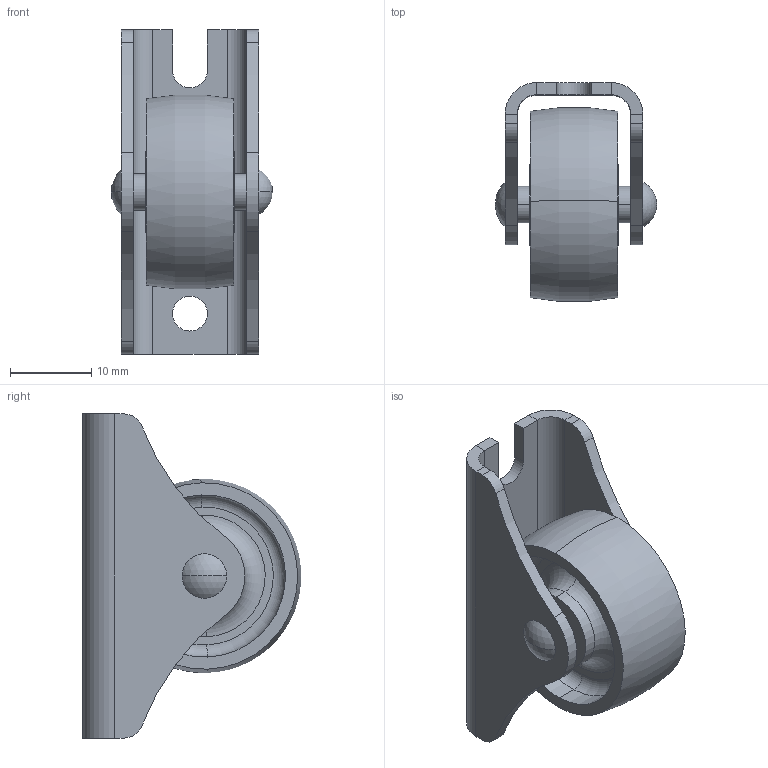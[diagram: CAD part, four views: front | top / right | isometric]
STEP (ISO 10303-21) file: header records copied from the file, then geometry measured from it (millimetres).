
FILE_DESCRIPTION (( 'STEP AP203' ), '1' );
FILE_NAME ('PN20-27.STEP', '2023-07-10T12:16:07', ( '' ), ( '' ), 'SwSTEP 2.0', 'SolidWorks 2017', '' );
FILE_SCHEMA (( 'CONFIG_CONTROL_DESIGN' ));
Length unit declared in the file: millimetre
Products named in the file (4): PN20-27; PN20-25-36-1copyTw_PN20-26-1; PN20-25-36-2copyTw_PN20-26-2; PN20-25-36-3copyTw_PN20-26-3
Assembly tree (3 placements, depth 2):
  PN20-27
    PN20-25-36-1copyTw_PN20-26-1
    PN20-25-36-2copyTw_PN20-26-2
    PN20-25-36-3copyTw_PN20-26-3
Bounding box: 19.9 x 26.94 x 40 mm (x, y, z)
Volume: 5194.2 mm3; surface area: 5832.4 mm2
Topology: 3 solids, 3 shells, 74 faces, 164 edges, 102 vertices
Faces by surface type: cylinder 33, plane 27, torus 10, sphere 4
Entity records: 2498 total; most frequent: DIRECTION 420, CARTESIAN_POINT 346, ORIENTED_EDGE 328, AXIS2_PLACEMENT_3D 176, EDGE_CURVE 164, VERTEX_POINT 102, CIRCLE 96, EDGE_LOOP 88
